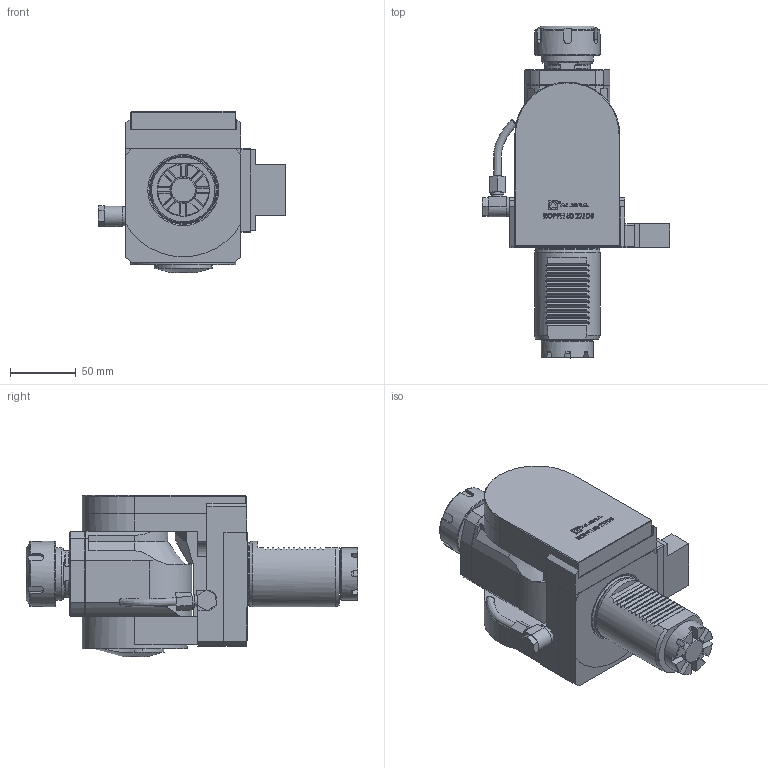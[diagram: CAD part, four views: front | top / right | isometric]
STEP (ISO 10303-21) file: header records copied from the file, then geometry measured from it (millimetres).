
FILE_DESCRIPTION (( 'STEP AP214' ), '1' );
FILE_NAME ('ROPPH50221DB.STEP', '2025-07-30T15:03:53', ( '' ), ( '' ), 'SwSTEP 2.0', 'SolidWorks 2023', '' );
FILE_SCHEMA (( 'AUTOMOTIVE_DESIGN' ));
Length unit declared in the file: millimetre
Products named in the file (1): ROPPH50221DB
Bounding box: 142.7 x 253.16 x 123 mm (x, y, z)
Volume: 1276093.4 mm3; surface area: 116830.8 mm2
Topology: 1 solids, 3 shells, 690 faces, 1840 edges, 1203 vertices
Faces by surface type: plane 429, cylinder 129, bspline 77, cone 41, torus 14
Full cylindrical faces by diameter (mm): 1.7 x1, 2.1 x1, 6.366 x1, 8.2 x1, 9.8 x1, 14.5 x1, 20.3 x1, 28 x1, 40 x2, 44 x1, 44.2 x1, 48 x1, 48.2 x1, 48.7 x1, 50 x2, 52 x1, 52.2 x1, 56 x1, 56.2 x1, 80 x1
Entity records: 34144 total; most frequent: CARTESIAN_POINT 10494, ORIENTED_EDGE 3558, DIRECTION 2889, EDGE_CURVE 1779, VERTEX_POINT 1179, VECTOR 1067, LINE 1067, AXIS2_PLACEMENT_3D 911
